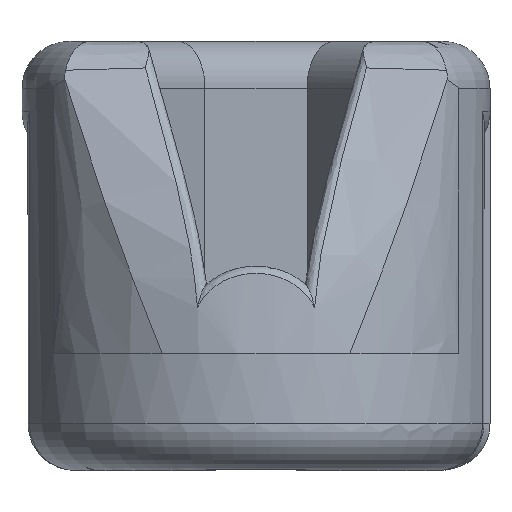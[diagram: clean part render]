
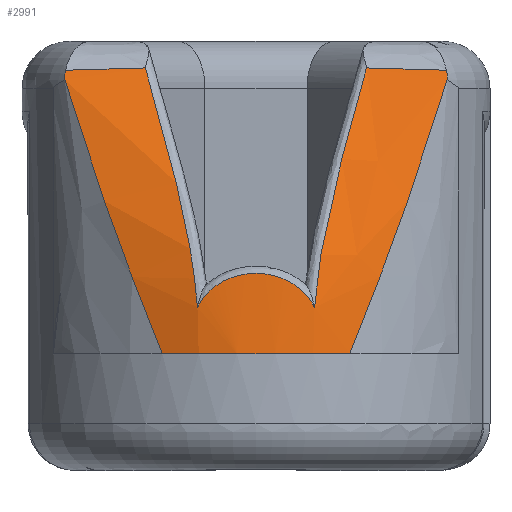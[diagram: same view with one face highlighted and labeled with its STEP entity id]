
A CAD part, left-side view. The second image highlights one B-rep face of the part: STEP entity #2991.
In plain terms, the highlighted free-form (B-spline) face has degree [3, 3] with [7, 4] control points.
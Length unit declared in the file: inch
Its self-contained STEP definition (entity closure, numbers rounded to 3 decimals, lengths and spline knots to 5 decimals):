
#674=FACE_OUTER_BOUND('',#865,.T.);
#865=EDGE_LOOP('',(#2516,#2517,#2518,#2519,#2520,#2521,#2522,#2523,#2524,
#2525));
#1043=CIRCLE('',#3331,0.5);
#1116=B_SPLINE_CURVE_WITH_KNOTS('',3,(#6914,#6915,#6916,#6917),
 .UNSPECIFIED.,.F.,.F.,(4,4),(-3.44327,-3.30643),
 .UNSPECIFIED.);
#1120=B_SPLINE_CURVE_WITH_KNOTS('',3,(#6986,#6987,#6988,#6989),
 .UNSPECIFIED.,.F.,.F.,(4,4),(0.12283,1.),.UNSPECIFIED.);
#1121=B_SPLINE_CURVE_WITH_KNOTS('',3,(#6993,#6994,#6995,#6996),
 .UNSPECIFIED.,.F.,.F.,(4,4),(0.12283,1.),.UNSPECIFIED.);
#1122=B_SPLINE_CURVE_WITH_KNOTS('',3,(#6998,#6999,#7000,#7001),
 .UNSPECIFIED.,.F.,.F.,(4,4),(-0.05681,0.),.UNSPECIFIED.);
#1123=B_SPLINE_CURVE_WITH_KNOTS('',3,(#7003,#7004,#7005,#7006),
 .UNSPECIFIED.,.F.,.F.,(4,4),(1.64641,2.07873),
 .UNSPECIFIED.);
#1124=B_SPLINE_CURVE_WITH_KNOTS('',3,(#7008,#7009,#7010,#7011,#7012,#7013,
#7014),.UNSPECIFIED.,.F.,.F.,(4,1,1,1,4),(-1.58252,-1.12797,
-0.9007,-0.44615,-0.1645),.UNSPECIFIED.);
#1125=B_SPLINE_CURVE_WITH_KNOTS('',3,(#7016,#7017,#7018,#7019,#7020,#7021,
#7022,#7023),.UNSPECIFIED.,.F.,.F.,(4,1,1,1,1,4),(-0.99878,-0.89218,
-0.78558,-0.57238,-0.35918,-0.25258),
 .UNSPECIFIED.);
#1126=B_SPLINE_CURVE_WITH_KNOTS('',3,(#7025,#7026,#7027,#7028,#7029,#7030,
#7031),.UNSPECIFIED.,.F.,.F.,(4,1,1,1,4),(-1.66403,-1.38237,
-0.92782,-0.70055,-0.246),.UNSPECIFIED.);
#1127=B_SPLINE_CURVE_WITH_KNOTS('',3,(#7032,#7033,#7034,#7035),
 .UNSPECIFIED.,.F.,.F.,(4,4),(0.01961,0.45193),
 .UNSPECIFIED.);
#1368=VERTEX_POINT('',#6880);
#1371=VERTEX_POINT('',#6895);
#1376=VERTEX_POINT('',#6985);
#1377=VERTEX_POINT('',#6990);
#1378=VERTEX_POINT('',#6992);
#1379=VERTEX_POINT('',#6997);
#1380=VERTEX_POINT('',#7002);
#1381=VERTEX_POINT('',#7007);
#1382=VERTEX_POINT('',#7015);
#1383=VERTEX_POINT('',#7024);
#1773=EDGE_CURVE('',#1371,#1368,#1116,.T.);
#1780=EDGE_CURVE('',#1371,#1376,#1120,.T.);
#1781=EDGE_CURVE('',#1376,#1377,#1043,.T.);
#1782=EDGE_CURVE('',#1378,#1377,#1121,.T.);
#1783=EDGE_CURVE('',#1379,#1378,#1122,.T.);
#1784=EDGE_CURVE('',#1380,#1379,#1123,.T.);
#1785=EDGE_CURVE('',#1381,#1380,#1124,.T.);
#1786=EDGE_CURVE('',#1382,#1381,#1125,.T.);
#1787=EDGE_CURVE('',#1383,#1382,#1126,.T.);
#1788=EDGE_CURVE('',#1368,#1383,#1127,.T.);
#2516=ORIENTED_EDGE('',*,*,#1773,.F.);
#2517=ORIENTED_EDGE('',*,*,#1780,.T.);
#2518=ORIENTED_EDGE('',*,*,#1781,.T.);
#2519=ORIENTED_EDGE('',*,*,#1782,.F.);
#2520=ORIENTED_EDGE('',*,*,#1783,.F.);
#2521=ORIENTED_EDGE('',*,*,#1784,.F.);
#2522=ORIENTED_EDGE('',*,*,#1785,.F.);
#2523=ORIENTED_EDGE('',*,*,#1786,.F.);
#2524=ORIENTED_EDGE('',*,*,#1787,.F.);
#2525=ORIENTED_EDGE('',*,*,#1788,.F.);
#2841=B_SPLINE_SURFACE_WITH_KNOTS('',3,3,((#6957,#6958,#6959,#6960),(#6961,
#6962,#6963,#6964),(#6965,#6966,#6967,#6968),(#6969,#6970,#6971,#6972),
(#6973,#6974,#6975,#6976),(#6977,#6978,#6979,#6980),(#6981,#6982,#6983,
#6984)),.UNSPECIFIED.,.F.,.F.,.F.,(4,1,1,1,4),(4,4),(0.,0.28571,
0.57143,0.85714,1.),(0.08536,1.),
 .UNSPECIFIED.);
#2991=ADVANCED_FACE('',(#674),#2841,.F.);
#3331=AXIS2_PLACEMENT_3D('',#6991,#4074,#4075);
#4074=DIRECTION('center_axis',(0.,0.,1.));
#4075=DIRECTION('ref_axis',(0.,1.,0.));
#6880=CARTESIAN_POINT('',(-1.27677,0.40705,0.18865));
#6895=CARTESIAN_POINT('',(-1.28516,0.40868,0.16819));
#6914=CARTESIAN_POINT('Ctrl Pts',(-1.28516,0.40868,0.16819));
#6915=CARTESIAN_POINT('Ctrl Pts',(-1.28236,0.40908,0.17507));
#6916=CARTESIAN_POINT('Ctrl Pts',(-1.27955,0.40856,0.18194));
#6917=CARTESIAN_POINT('Ctrl Pts',(-1.27677,0.40705,0.18865));
#6957=CARTESIAN_POINT('Ctrl Pts',(-1.27472,0.41622,0.19313));
#6958=CARTESIAN_POINT('Ctrl Pts',(-1.36069,0.35527,-0.00985));
#6959=CARTESIAN_POINT('Ctrl Pts',(-1.42154,0.28394,-0.21161));
#6960=CARTESIAN_POINT('Ctrl Pts',(-1.45809,0.20038,-0.41667));
#6961=CARTESIAN_POINT('Ctrl Pts',(-1.27598,0.33823,0.19334));
#6962=CARTESIAN_POINT('Ctrl Pts',(-1.36707,0.29482,-0.00819));
#6963=CARTESIAN_POINT('Ctrl Pts',(-1.43965,0.25547,-0.20185));
#6964=CARTESIAN_POINT('Ctrl Pts',(-1.47021,0.17268,-0.41667));
#6965=CARTESIAN_POINT('Ctrl Pts',(-1.27826,0.18017,0.19365));
#6966=CARTESIAN_POINT('Ctrl Pts',(-1.38023,0.16256,-0.0058));
#6967=CARTESIAN_POINT('Ctrl Pts',(-1.48952,0.16066,-0.1879));
#6968=CARTESIAN_POINT('Ctrl Pts',(-1.49544,0.10047,-0.41667));
#6969=CARTESIAN_POINT('Ctrl Pts',(-1.2791,-0.06016,
0.19374));
#6970=CARTESIAN_POINT('Ctrl Pts',(-1.38527,-0.05477,
-0.00509));
#6971=CARTESIAN_POINT('Ctrl Pts',(-1.51102,-0.05595,
-0.18371));
#6972=CARTESIAN_POINT('Ctrl Pts',(-1.50499,-0.03431,
-0.41667));
#6973=CARTESIAN_POINT('Ctrl Pts',(-1.27715,-0.25949,
0.19351));
#6974=CARTESIAN_POINT('Ctrl Pts',(-1.37363,-0.23032,
-0.00688));
#6975=CARTESIAN_POINT('Ctrl Pts',(-1.46308,-0.21402,-0.19417));
#6976=CARTESIAN_POINT('Ctrl Pts',(-1.48286,-0.13892,
-0.41667));
#6977=CARTESIAN_POINT('Ctrl Pts',(-1.27535,-0.37723,
0.19324));
#6978=CARTESIAN_POINT('Ctrl Pts',(-1.36391,-0.32498,
-0.00902));
#6979=CARTESIAN_POINT('Ctrl Pts',(-1.43082,-0.26934,
-0.20673));
#6980=CARTESIAN_POINT('Ctrl Pts',(-1.46415,-0.18653,
-0.41667));
#6981=CARTESIAN_POINT('Ctrl Pts',(-1.27472,-0.41622,
0.19313));
#6982=CARTESIAN_POINT('Ctrl Pts',(-1.36069,-0.35527,
-0.00985));
#6983=CARTESIAN_POINT('Ctrl Pts',(-1.42154,-0.28394,
-0.21161));
#6984=CARTESIAN_POINT('Ctrl Pts',(-1.45809,-0.20038,
-0.41667));
#6985=CARTESIAN_POINT('',(-1.45809,0.20038,-0.41667));
#6986=CARTESIAN_POINT('Ctrl Pts',(-1.28516,0.40868,0.16819));
#6987=CARTESIAN_POINT('Ctrl Pts',(-1.36563,0.34941,-0.02639));
#6988=CARTESIAN_POINT('Ctrl Pts',(-1.42304,0.28052,-0.22001));
#6989=CARTESIAN_POINT('Ctrl Pts',(-1.45809,0.20038,-0.41667));
#6990=CARTESIAN_POINT('',(-1.45809,-0.20038,-0.41667));
#6991=CARTESIAN_POINT('Origin',(-1.,0.,-0.41667));
#6992=CARTESIAN_POINT('',(-1.28516,-0.40868,0.16819));
#6993=CARTESIAN_POINT('Ctrl Pts',(-1.28516,-0.40868,
0.16819));
#6994=CARTESIAN_POINT('Ctrl Pts',(-1.36563,-0.34941,
-0.02639));
#6995=CARTESIAN_POINT('Ctrl Pts',(-1.42304,-0.28052,
-0.22001));
#6996=CARTESIAN_POINT('Ctrl Pts',(-1.45809,-0.20038,
-0.41667));
#6997=CARTESIAN_POINT('',(-1.27677,-0.40705,0.18865));
#6998=CARTESIAN_POINT('Ctrl Pts',(-1.27677,-0.40705,0.18865));
#6999=CARTESIAN_POINT('Ctrl Pts',(-1.27954,-0.40855,
0.18196));
#7000=CARTESIAN_POINT('Ctrl Pts',(-1.28236,-0.40908,
0.17509));
#7001=CARTESIAN_POINT('Ctrl Pts',(-1.28516,-0.40868,
0.16819));
#7002=CARTESIAN_POINT('',(-1.27725,-0.23621,0.19351));
#7003=CARTESIAN_POINT('Ctrl Pts',(-1.27725,-0.23621,
0.19351));
#7004=CARTESIAN_POINT('Ctrl Pts',(-1.27718,-0.29319,
0.19224));
#7005=CARTESIAN_POINT('Ctrl Pts',(-1.27705,-0.35015,
0.19054));
#7006=CARTESIAN_POINT('Ctrl Pts',(-1.27677,-0.40705,0.18865));
#7007=CARTESIAN_POINT('',(-1.47834,-0.12518,-0.31784));
#7008=CARTESIAN_POINT('Ctrl Pts',(-1.47834,-0.12518,
-0.31784));
#7009=CARTESIAN_POINT('Ctrl Pts',(-1.46996,-0.12961,
-0.25749));
#7010=CARTESIAN_POINT('Ctrl Pts',(-1.44494,-0.14319,
-0.16969));
#7011=CARTESIAN_POINT('Ctrl Pts',(-1.38848,-0.17419,-0.03361));
#7012=CARTESIAN_POINT('Ctrl Pts',(-1.3343,-0.2041,
0.07725));
#7013=CARTESIAN_POINT('Ctrl Pts',(-1.29292,-0.22733,
0.16131));
#7014=CARTESIAN_POINT('Ctrl Pts',(-1.27725,-0.23621,
0.19351));
#7015=CARTESIAN_POINT('',(-1.47834,0.12518,-0.31784));
#7016=CARTESIAN_POINT('Ctrl Pts',(-1.47834,0.12518,-0.31784));
#7017=CARTESIAN_POINT('Ctrl Pts',(-1.47838,0.11835,-0.30504));
#7018=CARTESIAN_POINT('Ctrl Pts',(-1.47842,0.10075,-0.28135));
#7019=CARTESIAN_POINT('Ctrl Pts',(-1.47842,0.05165,
-0.24873));
#7020=CARTESIAN_POINT('Ctrl Pts',(-1.47839,-0.02259,
-0.23862));
#7021=CARTESIAN_POINT('Ctrl Pts',(-1.47845,-0.09171,
-0.26926));
#7022=CARTESIAN_POINT('Ctrl Pts',(-1.47838,-0.11835,
-0.30504));
#7023=CARTESIAN_POINT('Ctrl Pts',(-1.47834,-0.12518,
-0.31784));
#7024=CARTESIAN_POINT('',(-1.27725,0.23621,0.19351));
#7025=CARTESIAN_POINT('Ctrl Pts',(-1.27725,0.23621,0.19351));
#7026=CARTESIAN_POINT('Ctrl Pts',(-1.29292,0.22733,0.16131));
#7027=CARTESIAN_POINT('Ctrl Pts',(-1.3343,0.2041,0.07725));
#7028=CARTESIAN_POINT('Ctrl Pts',(-1.38848,0.17419,-0.03361));
#7029=CARTESIAN_POINT('Ctrl Pts',(-1.44494,0.14319,-0.16969));
#7030=CARTESIAN_POINT('Ctrl Pts',(-1.46996,0.12961,-0.25749));
#7031=CARTESIAN_POINT('Ctrl Pts',(-1.47834,0.12518,-0.31784));
#7032=CARTESIAN_POINT('Ctrl Pts',(-1.27677,0.40705,0.18865));
#7033=CARTESIAN_POINT('Ctrl Pts',(-1.27705,0.35015,0.19054));
#7034=CARTESIAN_POINT('Ctrl Pts',(-1.27718,0.29319,0.19224));
#7035=CARTESIAN_POINT('Ctrl Pts',(-1.27725,0.23621,0.19351));
